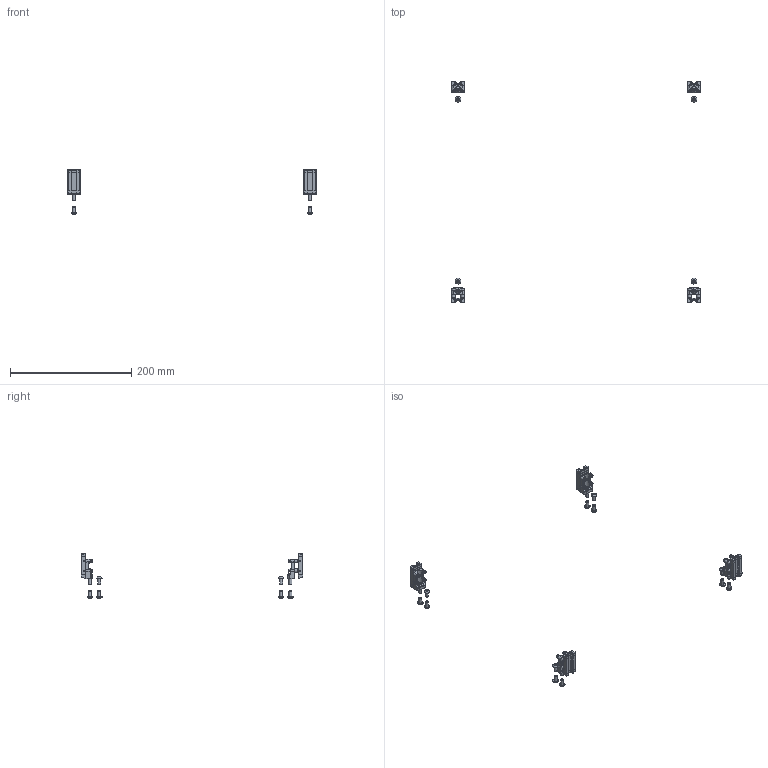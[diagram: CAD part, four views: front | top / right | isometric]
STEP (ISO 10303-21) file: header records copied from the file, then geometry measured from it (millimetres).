
FILE_DESCRIPTION(/* description */ ('','CAx-IF Rec.Pracs.---Representation and Presentation of Product Manufacturing Information (PMI)---4.0---2014-10-13'),/* implementation_level */ '2;1');
FILE_NAME(/* name */ '_35_SLM_V2_6mm_Z_joints_NP_FT_S.step',/* time_stamp */ '2024-12-14T21:04:59+01:00',/* author */ (''),/* organization */ (''),/* preprocessor_version */ 'ST-DEVELOPER v20',/* originating_system */ 'Autodesk Translation Framework v13.20.0.188',/* authorisation */ '');
FILE_SCHEMA (('AP242_MANAGED_MODEL_BASED_3D_ENGINEERING_MIM_LF { 1 0 10303 442 1 1 4 }'));
Length unit declared in the file: millimetre
Products named in the file (16): _35_SLM_V2_6mm_Z_joints_NP_FT_S; _SLM_V2_6mm_Z_joint_FT; _SLM_V2_6mm_Z_joint_hardware_FT; _SLM_V2_6mm_Z_joint_FT_1; _SLM_V2_6mm_Z_joint_hardware_FT_1; M3x10 SHCS; _SLM_V2_6mm_Z_joint_NP; _SLM_V2_6mm_Z_joint_hardware_NP; _SLM_V2_6mm_Z_joint_NP_1; SLM_V2_Z_joint; _MGN9H; _SLM_V2_6mm_Z_joint_hardware_NP_1; M3x16 SHCS; M5x16 BHCS; M3xD6x6 spacer; M5x10 BHCS
Assembly tree (56 placements, depth 4):
  _35_SLM_V2_6mm_Z_joints_NP_FT_S
    _SLM_V2_6mm_Z_joint_FT
      _MGN9H
      SLM_V2_Z_joint
      _SLM_V2_6mm_Z_joint_hardware_FT
        M5x16 BHCS
        M3x10 SHCS  x4
        M5x10 BHCS
    _SLM_V2_6mm_Z_joint_FT_1
      _MGN9H
      SLM_V2_Z_joint
      _SLM_V2_6mm_Z_joint_hardware_FT_1
        M5x16 BHCS
        M3x10 SHCS  x4
        M5x10 BHCS
    _SLM_V2_6mm_Z_joint_NP
      SLM_V2_Z_joint
      _MGN9H
      _SLM_V2_6mm_Z_joint_hardware_NP
        M3x16 SHCS  x4
        M5x16 BHCS
        M3xD6x6 spacer  x4
        M5x10 BHCS
    _SLM_V2_6mm_Z_joint_NP_1
      SLM_V2_Z_joint
      _MGN9H
      _SLM_V2_6mm_Z_joint_hardware_NP_1
        M3x16 SHCS  x4
        M5x16 BHCS
        M3xD6x6 spacer  x4
        M5x10 BHCS
    M5x10 BHCS  x8
Bounding box: 411 x 366.5 x 74.08 mm (x, y, z)
Volume: 37835.2 mm3; surface area: 39021.6 mm2
Topology: 80 solids, 80 shells, 2712 faces, 6404 edges, 3916 vertices
Faces by surface type: plane 1308, cylinder 628, cone 224, torus 216, bspline 208, sphere 128
Full cylindrical faces by diameter (mm): 1.288 x20, 2.603 x16, 3 x32, 3.1 x8, 3.3 x16, 5 x16, 5.5 x20, 6 x8, 9.5 x16
Entity records: 19515 total; most frequent: CARTESIAN_POINT 4925, DIRECTION 3060, ORIENTED_EDGE 2870, EDGE_CURVE 1435, AXIS2_PLACEMENT_3D 1135, VERTEX_POINT 885, LINE 790, VECTOR 790
